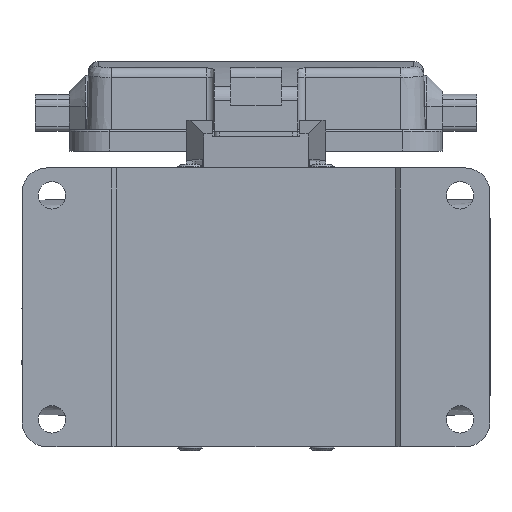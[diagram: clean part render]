
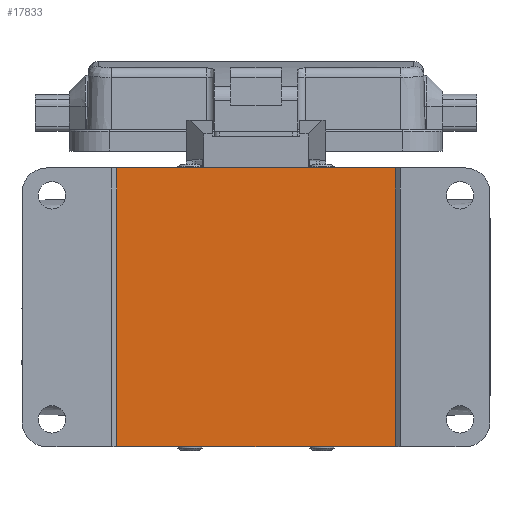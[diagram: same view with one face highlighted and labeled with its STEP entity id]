
A CAD part, front view. The second image highlights one B-rep face of the part: STEP entity #17833.
In plain terms, the highlighted planar face has unit normal (0, -1, 0).
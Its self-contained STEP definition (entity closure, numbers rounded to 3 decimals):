
#570 = CARTESIAN_POINT ( 'NONE',  ( 28., -76., -28. ) ) ;
#633 = CARTESIAN_POINT ( 'NONE',  ( -28., -76., 28. ) ) ;
#679 = CARTESIAN_POINT ( 'NONE',  ( 28., -76., 28. ) ) ;
#686 = CARTESIAN_POINT ( 'NONE',  ( -28., -76., -28. ) ) ;
#3745 = VECTOR ( 'NONE', #13278, 1000. ) ;
#3781 = VECTOR ( 'NONE', #13641, 1000. ) ;
#3784 = VECTOR ( 'NONE', #13647, 1000. ) ;
#3786 = VECTOR ( 'NONE', #13650, 1000. ) ;
#3983 = VERTEX_POINT ( 'NONE', #570 ) ;
#4079 = VERTEX_POINT ( 'NONE', #633 ) ;
#4141 = VERTEX_POINT ( 'NONE', #679 ) ;
#4150 = VERTEX_POINT ( 'NONE', #686 ) ;
#11354 = ORIENTED_EDGE ( 'NONE', *, *, #17440, .T. ) ;
#11358 = ORIENTED_EDGE ( 'NONE', *, *, #17438, .F. ) ;
#11362 = ORIENTED_EDGE ( 'NONE', *, *, #17441, .T. ) ;
#11366 = ORIENTED_EDGE ( 'NONE', *, *, #17391, .F. ) ;
#13276 = LINE ( 'NONE', #13277, #3745 ) ;
#13277 = CARTESIAN_POINT ( 'NONE',  ( -47., -76., 28. ) ) ;
#13278 = DIRECTION ( 'NONE',  ( 1., 0., 0. ) ) ;
#13639 = LINE ( 'NONE', #13640, #3781 ) ;
#13640 = CARTESIAN_POINT ( 'NONE',  ( 47., -76., -28. ) ) ;
#13641 = DIRECTION ( 'NONE',  ( -1., 0., 0. ) ) ;
#13645 = LINE ( 'NONE', #13646, #3784 ) ;
#13646 = CARTESIAN_POINT ( 'NONE',  ( -28., -76., 33.6 ) ) ;
#13647 = DIRECTION ( 'NONE',  ( 0., 0., -1. ) ) ;
#13648 = LINE ( 'NONE', #13649, #3786 ) ;
#13649 = CARTESIAN_POINT ( 'NONE',  ( 28., -76., 33.6 ) ) ;
#13650 = DIRECTION ( 'NONE',  ( 0., 0., 1. ) ) ;
#14561 = FACE_OUTER_BOUND ( 'NONE', #19718, .T. ) ;
#14564 = AXIS2_PLACEMENT_3D ( 'NONE', #16041, #16042, #16043 ) ;
#16040 = PLANE ( 'NONE',  #14564 ) ;
#16041 = CARTESIAN_POINT ( 'NONE',  ( 28., -76., 33.6 ) ) ;
#16042 = DIRECTION ( 'NONE',  ( 0., 1., 0. ) ) ;
#16043 = DIRECTION ( 'NONE',  ( 0., 0., 1. ) ) ;
#17391 = EDGE_CURVE ( 'NONE', #4079, #4141, #13276, .T. ) ;
#17438 = EDGE_CURVE ( 'NONE', #3983, #4150, #13639, .T. ) ;
#17440 = EDGE_CURVE ( 'NONE', #4079, #4150, #13645, .T. ) ;
#17441 = EDGE_CURVE ( 'NONE', #3983, #4141, #13648, .T. ) ;
#17833 = ADVANCED_FACE ( 'NONE', ( #14561 ), #16040, .F. ) ;
#19718 = EDGE_LOOP ( 'NONE', ( #11358, #11362, #11366, #11354 ) ) ;
